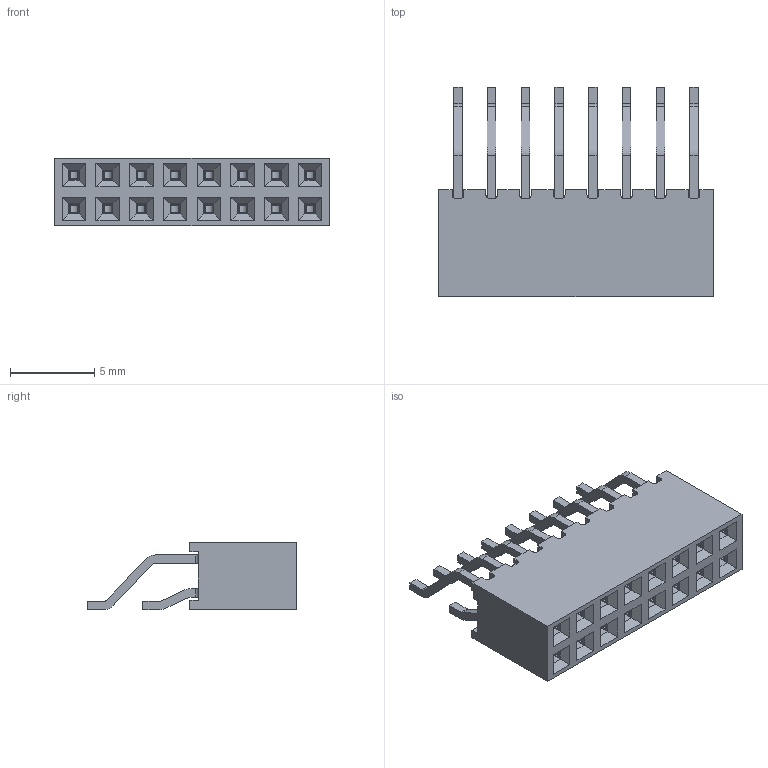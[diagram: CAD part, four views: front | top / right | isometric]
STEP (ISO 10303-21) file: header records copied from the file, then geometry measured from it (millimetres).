
FILE_DESCRIPTION(/* description */ ('Unknown'),/* implementation_level */ '2;1');
FILE_NAME(/* name */ '621116284621',/* time_stamp */ '2017-04-20T10:41:54+02:00',/* author */ ('Unknown'),/* organization */ ('Unknown'),/* preprocessor_version */ 'ST-DEVELOPER v16.7',/* originating_system */ 'DEX',/* authorisation */ $);
FILE_SCHEMA (('AUTOMOTIVE_DESIGN {1 0 10303 214 3 1 1}'));
Length unit declared in the file: millimetre
Products named in the file (4): 6211xx284621; 621116284621; 6211xx284621_PIN COURTE; 6211xx284621_PIN LONGUE
Assembly tree (17 placements, depth 2):
  6211xx284621
    621116284621
    6211xx284621_PIN COURTE  x8
    6211xx284621_PIN LONGUE  x8
Bounding box: 16.3 x 12.45 x 4 mm (x, y, z)
Volume: 369 mm3; surface area: 1240.4 mm2
Topology: 17 solids, 17 shells, 1626 faces, 4632 edges, 3024 vertices
Faces by surface type: plane 1162, cylinder 464
Entity records: 21206 total; most frequent: CARTESIAN_POINT 3728, ORIENTED_EDGE 3720, DIRECTION 3424, EDGE_CURVE 1860, LINE 1680, VECTOR 1680, VERTEX_POINT 1176, AXIS2_PLACEMENT_3D 872
